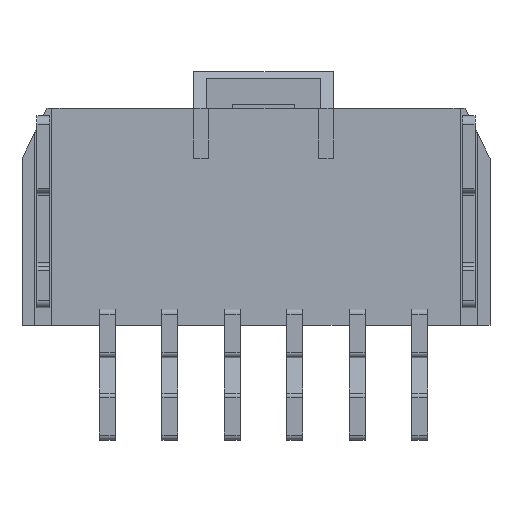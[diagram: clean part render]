
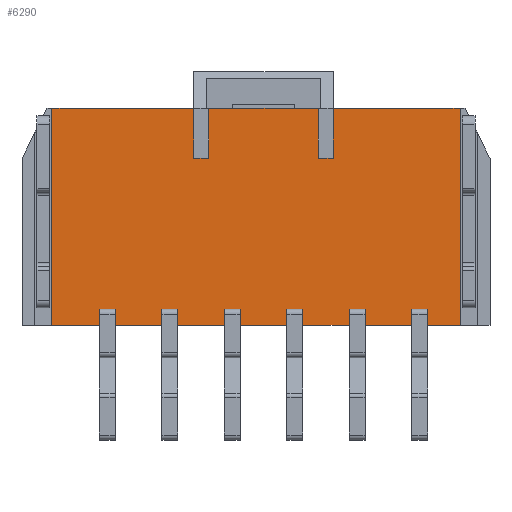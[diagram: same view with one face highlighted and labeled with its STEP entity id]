
A CAD part, front view. The second image highlights one B-rep face of the part: STEP entity #6290.
In plain terms, the highlighted planar face has unit normal (0, -1, 0).
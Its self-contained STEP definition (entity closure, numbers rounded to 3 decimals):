
#33=DIRECTION('',(0.,0.,1.));
#34=VECTOR('',#33,0.65);
#35=CARTESIAN_POINT('',(5.933,-2.99,0.));
#36=LINE('',#35,#34);
#37=DIRECTION('',(-1.,0.,0.));
#38=VECTOR('',#37,1.865);
#39=CARTESIAN_POINT('',(5.933,-2.99,0.));
#40=LINE('',#39,#38);
#41=DIRECTION('',(0.,0.,1.));
#42=VECTOR('',#41,0.65);
#43=CARTESIAN_POINT('',(4.068,-2.99,0.));
#44=LINE('',#43,#42);
#45=DIRECTION('',(1.,0.,0.));
#46=VECTOR('',#45,0.635);
#47=CARTESIAN_POINT('',(3.433,-2.99,0.65));
#48=LINE('',#47,#46);
#49=DIRECTION('',(0.,0.,1.));
#50=VECTOR('',#49,0.65);
#51=CARTESIAN_POINT('',(3.433,-2.99,0.));
#52=LINE('',#51,#50);
#53=DIRECTION('',(-1.,0.,0.));
#54=VECTOR('',#53,1.865);
#55=CARTESIAN_POINT('',(3.433,-2.99,0.));
#56=LINE('',#55,#54);
#57=DIRECTION('',(0.,0.,1.));
#58=VECTOR('',#57,0.65);
#59=CARTESIAN_POINT('',(1.568,-2.99,0.));
#60=LINE('',#59,#58);
#61=DIRECTION('',(1.,0.,0.));
#62=VECTOR('',#61,0.635);
#63=CARTESIAN_POINT('',(0.933,-2.99,0.65));
#64=LINE('',#63,#62);
#65=DIRECTION('',(0.,0.,1.));
#66=VECTOR('',#65,0.65);
#67=CARTESIAN_POINT('',(0.933,-2.99,0.));
#68=LINE('',#67,#66);
#69=DIRECTION('',(-1.,0.,0.));
#70=VECTOR('',#69,1.865);
#71=CARTESIAN_POINT('',(0.933,-2.99,0.));
#72=LINE('',#71,#70);
#73=DIRECTION('',(0.,0.,1.));
#74=VECTOR('',#73,0.65);
#75=CARTESIAN_POINT('',(-0.933,-2.99,0.));
#76=LINE('',#75,#74);
#77=DIRECTION('',(1.,0.,0.));
#78=VECTOR('',#77,0.635);
#79=CARTESIAN_POINT('',(-1.568,-2.99,0.65));
#80=LINE('',#79,#78);
#81=DIRECTION('',(0.,0.,1.));
#82=VECTOR('',#81,0.65);
#83=CARTESIAN_POINT('',(-1.568,-2.99,0.));
#84=LINE('',#83,#82);
#85=DIRECTION('',(-1.,0.,0.));
#86=VECTOR('',#85,1.865);
#87=CARTESIAN_POINT('',(-1.568,-2.99,0.));
#88=LINE('',#87,#86);
#89=DIRECTION('',(0.,0.,1.));
#90=VECTOR('',#89,0.65);
#91=CARTESIAN_POINT('',(-3.433,-2.99,0.));
#92=LINE('',#91,#90);
#93=DIRECTION('',(1.,0.,0.));
#94=VECTOR('',#93,0.635);
#95=CARTESIAN_POINT('',(-4.068,-2.99,0.65));
#96=LINE('',#95,#94);
#97=DIRECTION('',(0.,0.,1.));
#98=VECTOR('',#97,0.65);
#99=CARTESIAN_POINT('',(-4.068,-2.99,0.));
#100=LINE('',#99,#98);
#101=DIRECTION('',(-1.,0.,0.));
#102=VECTOR('',#101,1.865);
#103=CARTESIAN_POINT('',(-4.068,-2.99,0.));
#104=LINE('',#103,#102);
#105=DIRECTION('',(0.,0.,1.));
#106=VECTOR('',#105,0.65);
#107=CARTESIAN_POINT('',(-5.933,-2.99,0.));
#108=LINE('',#107,#106);
#109=DIRECTION('',(1.,0.,0.));
#110=VECTOR('',#109,0.635);
#111=CARTESIAN_POINT('',(-6.568,-2.99,0.65));
#112=LINE('',#111,#110);
#113=DIRECTION('',(0.,0.,1.));
#114=VECTOR('',#113,0.65);
#115=CARTESIAN_POINT('',(-6.568,-2.99,0.));
#116=LINE('',#115,#114);
#117=DIRECTION('',(-1.,0.,0.));
#118=VECTOR('',#117,1.903);
#119=CARTESIAN_POINT('',(-6.568,-2.99,0.));
#120=LINE('',#119,#118);
#121=DIRECTION('',(0.,0.,1.));
#122=VECTOR('',#121,8.69);
#123=CARTESIAN_POINT('',(-8.47,-2.99,0.));
#124=LINE('',#123,#122);
#125=DIRECTION('',(1.,0.,0.));
#126=VECTOR('',#125,5.67);
#127=CARTESIAN_POINT('',(-8.47,-2.99,8.69));
#128=LINE('',#127,#126);
#129=DIRECTION('',(0.,0.,-1.));
#130=VECTOR('',#129,2.);
#131=CARTESIAN_POINT('',(-2.8,-2.99,8.69));
#132=LINE('',#131,#130);
#133=DIRECTION('',(1.,0.,0.));
#134=VECTOR('',#133,0.6);
#135=CARTESIAN_POINT('',(-2.8,-2.99,6.69));
#136=LINE('',#135,#134);
#137=DIRECTION('',(0.,0.,-1.));
#138=VECTOR('',#137,2.);
#139=CARTESIAN_POINT('',(-2.2,-2.99,8.69));
#140=LINE('',#139,#138);
#141=DIRECTION('',(1.,0.,0.));
#142=VECTOR('',#141,4.4);
#143=CARTESIAN_POINT('',(-2.2,-2.99,8.69));
#144=LINE('',#143,#142);
#145=DIRECTION('',(0.,0.,-1.));
#146=VECTOR('',#145,2.);
#147=CARTESIAN_POINT('',(2.2,-2.99,8.69));
#148=LINE('',#147,#146);
#149=DIRECTION('',(1.,0.,0.));
#150=VECTOR('',#149,0.6);
#151=CARTESIAN_POINT('',(2.2,-2.99,6.69));
#152=LINE('',#151,#150);
#153=DIRECTION('',(0.,0.,-1.));
#154=VECTOR('',#153,2.);
#155=CARTESIAN_POINT('',(2.8,-2.99,8.69));
#156=LINE('',#155,#154);
#157=DIRECTION('',(1.,0.,0.));
#158=VECTOR('',#157,5.07);
#159=CARTESIAN_POINT('',(2.8,-2.99,8.69));
#160=LINE('',#159,#158);
#161=DIRECTION('',(0.,0.,1.));
#162=VECTOR('',#161,8.69);
#163=CARTESIAN_POINT('',(7.87,-2.99,0.));
#164=LINE('',#163,#162);
#165=DIRECTION('',(-1.,0.,0.));
#166=VECTOR('',#165,1.303);
#167=CARTESIAN_POINT('',(7.87,-2.99,0.));
#168=LINE('',#167,#166);
#169=DIRECTION('',(0.,0.,1.));
#170=VECTOR('',#169,0.65);
#171=CARTESIAN_POINT('',(6.568,-2.99,0.));
#172=LINE('',#171,#170);
#173=DIRECTION('',(1.,0.,0.));
#174=VECTOR('',#173,0.635);
#175=CARTESIAN_POINT('',(5.933,-2.99,0.65));
#176=LINE('',#175,#174);
#4763=CARTESIAN_POINT('',(-8.47,-2.99,0.));
#4764=CARTESIAN_POINT('',(-8.47,-2.99,8.69));
#4765=VERTEX_POINT('',#4763);
#4766=VERTEX_POINT('',#4764);
#4767=CARTESIAN_POINT('',(7.87,-2.99,0.));
#4768=CARTESIAN_POINT('',(7.87,-2.99,8.69));
#4769=VERTEX_POINT('',#4767);
#4770=VERTEX_POINT('',#4768);
#4843=CARTESIAN_POINT('',(-2.8,-2.99,6.69));
#4844=CARTESIAN_POINT('',(-2.2,-2.99,6.69));
#4845=VERTEX_POINT('',#4843);
#4846=VERTEX_POINT('',#4844);
#4847=CARTESIAN_POINT('',(2.2,-2.99,6.69));
#4848=CARTESIAN_POINT('',(2.8,-2.99,6.69));
#4849=VERTEX_POINT('',#4847);
#4850=VERTEX_POINT('',#4848);
#4851=CARTESIAN_POINT('',(-2.8,-2.99,8.69));
#4852=VERTEX_POINT('',#4851);
#4853=CARTESIAN_POINT('',(-2.2,-2.99,8.69));
#4854=VERTEX_POINT('',#4853);
#4855=CARTESIAN_POINT('',(2.2,-2.99,8.69));
#4856=VERTEX_POINT('',#4855);
#4857=CARTESIAN_POINT('',(2.8,-2.99,8.69));
#4858=VERTEX_POINT('',#4857);
#4975=CARTESIAN_POINT('',(-6.568,-2.99,0.));
#4976=CARTESIAN_POINT('',(-6.568,-2.99,0.65));
#4977=VERTEX_POINT('',#4975);
#4978=VERTEX_POINT('',#4976);
#4979=CARTESIAN_POINT('',(-5.933,-2.99,0.));
#4980=CARTESIAN_POINT('',(-5.933,-2.99,0.65));
#4981=VERTEX_POINT('',#4979);
#4982=VERTEX_POINT('',#4980);
#5539=CARTESIAN_POINT('',(-4.068,-2.99,0.65));
#5540=VERTEX_POINT('',#5539);
#5541=CARTESIAN_POINT('',(-3.433,-2.99,0.65));
#5542=VERTEX_POINT('',#5541);
#5595=CARTESIAN_POINT('',(-1.568,-2.99,0.65));
#5596=VERTEX_POINT('',#5595);
#5597=CARTESIAN_POINT('',(-0.933,-2.99,0.65));
#5598=VERTEX_POINT('',#5597);
#5651=CARTESIAN_POINT('',(0.933,-2.99,0.65));
#5652=VERTEX_POINT('',#5651);
#5653=CARTESIAN_POINT('',(1.568,-2.99,0.65));
#5654=VERTEX_POINT('',#5653);
#5667=CARTESIAN_POINT('',(-4.068,-2.99,0.));
#5668=VERTEX_POINT('',#5667);
#5669=CARTESIAN_POINT('',(-3.433,-2.99,0.));
#5670=VERTEX_POINT('',#5669);
#5695=CARTESIAN_POINT('',(-1.568,-2.99,0.));
#5696=VERTEX_POINT('',#5695);
#5697=CARTESIAN_POINT('',(-0.933,-2.99,0.));
#5698=VERTEX_POINT('',#5697);
#5723=CARTESIAN_POINT('',(0.933,-2.99,0.));
#5724=VERTEX_POINT('',#5723);
#5725=CARTESIAN_POINT('',(1.568,-2.99,0.));
#5726=VERTEX_POINT('',#5725);
#5927=CARTESIAN_POINT('',(3.433,-2.99,0.65));
#5928=VERTEX_POINT('',#5927);
#5929=CARTESIAN_POINT('',(4.068,-2.99,0.65));
#5930=VERTEX_POINT('',#5929);
#5943=CARTESIAN_POINT('',(4.068,-2.99,0.));
#5944=VERTEX_POINT('',#5943);
#5945=CARTESIAN_POINT('',(3.433,-2.99,0.));
#5946=VERTEX_POINT('',#5945);
#6135=CARTESIAN_POINT('',(5.933,-2.99,0.65));
#6136=VERTEX_POINT('',#6135);
#6137=CARTESIAN_POINT('',(6.568,-2.99,0.65));
#6138=VERTEX_POINT('',#6137);
#6151=CARTESIAN_POINT('',(5.933,-2.99,0.));
#6152=VERTEX_POINT('',#6151);
#6153=CARTESIAN_POINT('',(6.568,-2.99,0.));
#6154=VERTEX_POINT('',#6153);
#6211=CARTESIAN_POINT('',(0.,-2.99,0.));
#6212=DIRECTION('',(0.,1.,0.));
#6213=DIRECTION('',(-1.,0.,0.));
#6214=AXIS2_PLACEMENT_3D('',#6211,#6212,#6213);
#6215=PLANE('',#6214);
#6217=ORIENTED_EDGE('',*,*,#6216,.F.);
#6219=ORIENTED_EDGE('',*,*,#6218,.T.);
#6221=ORIENTED_EDGE('',*,*,#6220,.T.);
#6223=ORIENTED_EDGE('',*,*,#6222,.F.);
#6225=ORIENTED_EDGE('',*,*,#6224,.F.);
#6227=ORIENTED_EDGE('',*,*,#6226,.T.);
#6229=ORIENTED_EDGE('',*,*,#6228,.T.);
#6231=ORIENTED_EDGE('',*,*,#6230,.F.);
#6233=ORIENTED_EDGE('',*,*,#6232,.F.);
#6235=ORIENTED_EDGE('',*,*,#6234,.T.);
#6237=ORIENTED_EDGE('',*,*,#6236,.T.);
#6239=ORIENTED_EDGE('',*,*,#6238,.F.);
#6241=ORIENTED_EDGE('',*,*,#6240,.F.);
#6243=ORIENTED_EDGE('',*,*,#6242,.T.);
#6245=ORIENTED_EDGE('',*,*,#6244,.T.);
#6247=ORIENTED_EDGE('',*,*,#6246,.F.);
#6249=ORIENTED_EDGE('',*,*,#6248,.F.);
#6251=ORIENTED_EDGE('',*,*,#6250,.T.);
#6253=ORIENTED_EDGE('',*,*,#6252,.T.);
#6255=ORIENTED_EDGE('',*,*,#6254,.F.);
#6257=ORIENTED_EDGE('',*,*,#6256,.F.);
#6259=ORIENTED_EDGE('',*,*,#6258,.T.);
#6261=ORIENTED_EDGE('',*,*,#6260,.T.);
#6263=ORIENTED_EDGE('',*,*,#6262,.T.);
#6265=ORIENTED_EDGE('',*,*,#6264,.T.);
#6267=ORIENTED_EDGE('',*,*,#6266,.T.);
#6269=ORIENTED_EDGE('',*,*,#6268,.F.);
#6271=ORIENTED_EDGE('',*,*,#6270,.T.);
#6273=ORIENTED_EDGE('',*,*,#6272,.T.);
#6275=ORIENTED_EDGE('',*,*,#6274,.T.);
#6277=ORIENTED_EDGE('',*,*,#6276,.F.);
#6279=ORIENTED_EDGE('',*,*,#6278,.T.);
#6281=ORIENTED_EDGE('',*,*,#6280,.F.);
#6283=ORIENTED_EDGE('',*,*,#6282,.T.);
#6285=ORIENTED_EDGE('',*,*,#6284,.T.);
#6287=ORIENTED_EDGE('',*,*,#6286,.F.);
#6288=EDGE_LOOP('',(#6217,#6219,#6221,#6223,#6225,#6227,#6229,#6231,#6233,#6235,
#6237,#6239,#6241,#6243,#6245,#6247,#6249,#6251,#6253,#6255,#6257,#6259,#6261,
#6263,#6265,#6267,#6269,#6271,#6273,#6275,#6277,#6279,#6281,#6283,#6285,#6287));
#6289=FACE_OUTER_BOUND('',#6288,.F.);
#6290=ADVANCED_FACE('',(#6289),#6215,.F.);
#6216=EDGE_CURVE('',#6152,#6136,#36,.T.);
#6218=EDGE_CURVE('',#6152,#5944,#40,.T.);
#6220=EDGE_CURVE('',#5944,#5930,#44,.T.);
#6222=EDGE_CURVE('',#5928,#5930,#48,.T.);
#6224=EDGE_CURVE('',#5946,#5928,#52,.T.);
#6226=EDGE_CURVE('',#5946,#5726,#56,.T.);
#6228=EDGE_CURVE('',#5726,#5654,#60,.T.);
#6230=EDGE_CURVE('',#5652,#5654,#64,.T.);
#6232=EDGE_CURVE('',#5724,#5652,#68,.T.);
#6234=EDGE_CURVE('',#5724,#5698,#72,.T.);
#6236=EDGE_CURVE('',#5698,#5598,#76,.T.);
#6238=EDGE_CURVE('',#5596,#5598,#80,.T.);
#6240=EDGE_CURVE('',#5696,#5596,#84,.T.);
#6242=EDGE_CURVE('',#5696,#5670,#88,.T.);
#6244=EDGE_CURVE('',#5670,#5542,#92,.T.);
#6246=EDGE_CURVE('',#5540,#5542,#96,.T.);
#6248=EDGE_CURVE('',#5668,#5540,#100,.T.);
#6250=EDGE_CURVE('',#5668,#4981,#104,.T.);
#6252=EDGE_CURVE('',#4981,#4982,#108,.T.);
#6254=EDGE_CURVE('',#4978,#4982,#112,.T.);
#6256=EDGE_CURVE('',#4977,#4978,#116,.T.);
#6258=EDGE_CURVE('',#4977,#4765,#120,.T.);
#6260=EDGE_CURVE('',#4765,#4766,#124,.T.);
#6262=EDGE_CURVE('',#4766,#4852,#128,.T.);
#6264=EDGE_CURVE('',#4852,#4845,#132,.T.);
#6266=EDGE_CURVE('',#4845,#4846,#136,.T.);
#6268=EDGE_CURVE('',#4854,#4846,#140,.T.);
#6270=EDGE_CURVE('',#4854,#4856,#144,.T.);
#6272=EDGE_CURVE('',#4856,#4849,#148,.T.);
#6274=EDGE_CURVE('',#4849,#4850,#152,.T.);
#6276=EDGE_CURVE('',#4858,#4850,#156,.T.);
#6278=EDGE_CURVE('',#4858,#4770,#160,.T.);
#6280=EDGE_CURVE('',#4769,#4770,#164,.T.);
#6282=EDGE_CURVE('',#4769,#6154,#168,.T.);
#6284=EDGE_CURVE('',#6154,#6138,#172,.T.);
#6286=EDGE_CURVE('',#6136,#6138,#176,.T.);
